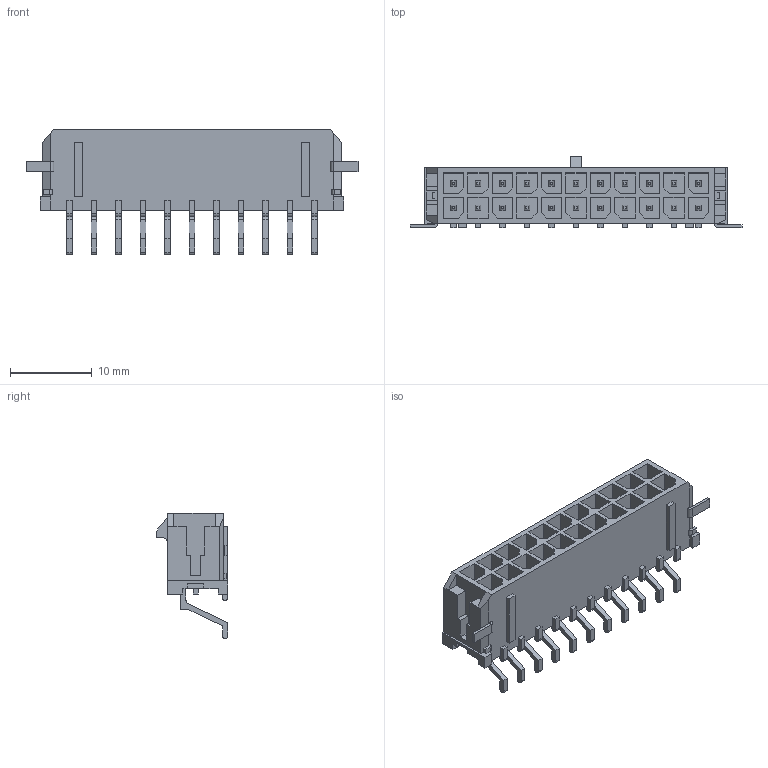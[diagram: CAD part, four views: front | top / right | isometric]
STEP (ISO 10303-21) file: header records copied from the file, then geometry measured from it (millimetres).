
FILE_DESCRIPTION((''),'2;1');
FILE_NAME('430452210','2020-04-16T',('gga'),(''),'PRO/ENGINEER BY PARAMETRIC TECHNOLOGY CORPORATION, 2016010','PRO/ENGINEER BY PARAMETRIC TECHNOLOGY CORPORATION, 2016010','');
FILE_SCHEMA(('CONFIG_CONTROL_DESIGN'));
Length unit declared in the file: millimetre
Products named in the file (1): 430452210
Bounding box: 40.65 x 8.77 x 15.4 mm (x, y, z)
Volume: 1486.4 mm3; surface area: 3541.2 mm2
Topology: 1 solids, 12 shells, 895 faces, 2371 edges, 1552 vertices
Faces by surface type: plane 855, cylinder 40
Entity records: 26842 total; most frequent: CARTESIAN_POINT 4719, ORIENTED_EDGE 4546, DIRECTION 4243, VECTOR 2291, LINE 2291, EDGE_CURVE 2273, VERTEX_POINT 1452, AXIS2_PLACEMENT_3D 976
